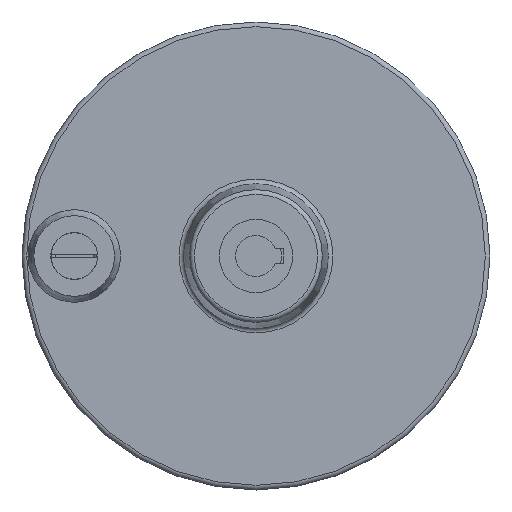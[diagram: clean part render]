
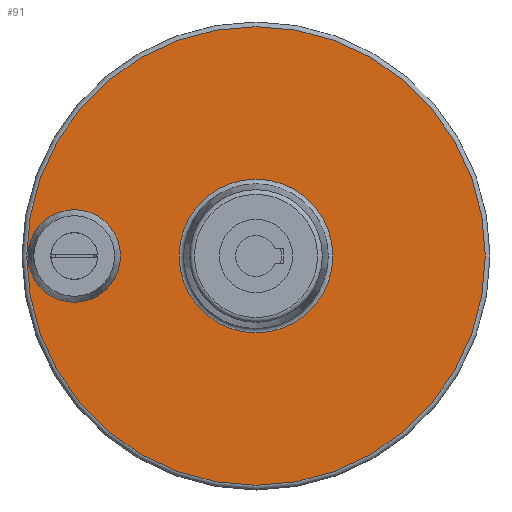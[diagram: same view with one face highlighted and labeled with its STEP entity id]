
A CAD part, front view. The second image highlights one B-rep face of the part: STEP entity #91.
In plain terms, the highlighted planar face has unit normal (0, -1, 0).
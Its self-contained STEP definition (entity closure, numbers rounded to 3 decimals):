
#91 = ADVANCED_FACE( '', ( #229, #230, #231 ), #232, .F. );
#229 = FACE_OUTER_BOUND( '', #437, .T. );
#230 = FACE_BOUND( '', #438, .T. );
#231 = FACE_BOUND( '', #439, .T. );
#232 = PLANE( '', #440 );
#437 = EDGE_LOOP( '', ( #660 ) );
#438 = EDGE_LOOP( '', ( #661 ) );
#439 = EDGE_LOOP( '', ( #662 ) );
#440 = AXIS2_PLACEMENT_3D( '', #663, #664, #665 );
#660 = ORIENTED_EDGE( '', *, *, #1077, .F. );
#661 = ORIENTED_EDGE( '', *, *, #1078, .F. );
#662 = ORIENTED_EDGE( '', *, *, #1079, .T. );
#663 = CARTESIAN_POINT( '', ( 35.776, -3.5, 0. ) );
#664 = DIRECTION( '', ( 0., 1., 0. ) );
#665 = DIRECTION( '', ( 0., 0., 1. ) );
#1077 = EDGE_CURVE( '', #1255, #1255, #1256, .T. );
#1078 = EDGE_CURVE( '', #1257, #1257, #1258, .F. );
#1079 = EDGE_CURVE( '', #1259, #1259, #1260, .T. );
#1255 = VERTEX_POINT( '', #1580 );
#1256 = CIRCLE( '', #1581, 78.208 );
#1257 = VERTEX_POINT( '', #1582 );
#1258 = CIRCLE( '', #1583, 15.788 );
#1259 = VERTEX_POINT( '', #1584 );
#1260 = CIRCLE( '', #1585, 26.224 );
#1580 = CARTESIAN_POINT( '', ( 62., -3.5, 78.208 ) );
#1581 = AXIS2_PLACEMENT_3D( '', #1961, #1962, #1963 );
#1582 = CARTESIAN_POINT( '', ( 0., -3.5, 15.788 ) );
#1583 = AXIS2_PLACEMENT_3D( '', #1964, #1965, #1966 );
#1584 = CARTESIAN_POINT( '', ( 62., -3.5, 26.224 ) );
#1585 = AXIS2_PLACEMENT_3D( '', #1967, #1968, #1969 );
#1961 = CARTESIAN_POINT( '', ( 62., -3.5, 0. ) );
#1962 = DIRECTION( '', ( 0., 1., 0. ) );
#1963 = DIRECTION( '', ( 0., 0., 1. ) );
#1964 = CARTESIAN_POINT( '', ( 0., -3.5, 0. ) );
#1965 = DIRECTION( '', ( 0., 1., 0. ) );
#1966 = DIRECTION( '', ( 0., 0., 1. ) );
#1967 = CARTESIAN_POINT( '', ( 62., -3.5, 0. ) );
#1968 = DIRECTION( '', ( 0., 1., 0. ) );
#1969 = DIRECTION( '', ( 0., 0., 1. ) );
